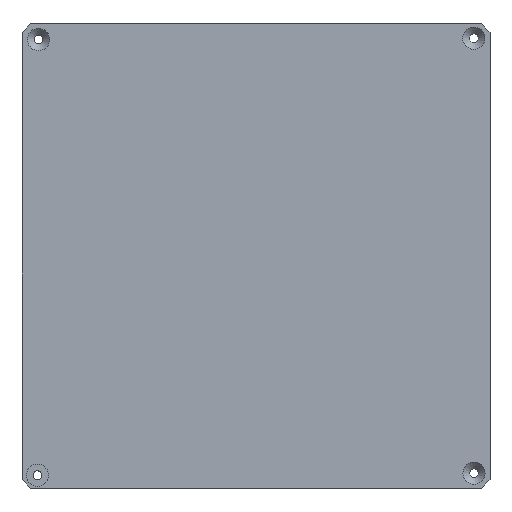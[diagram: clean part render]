
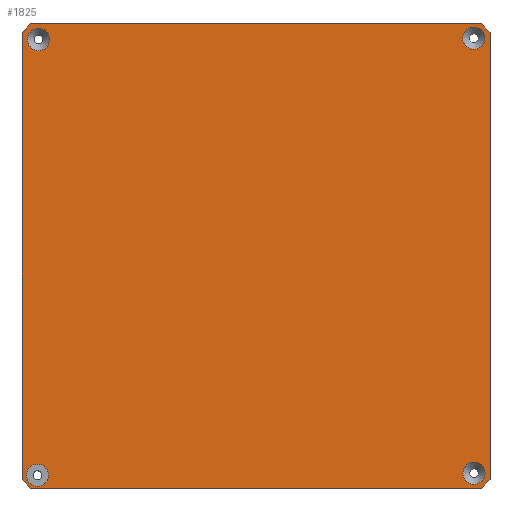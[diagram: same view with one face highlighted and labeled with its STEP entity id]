
A CAD part, top view. The second image highlights one B-rep face of the part: STEP entity #1825.
In plain terms, the highlighted planar face has unit normal (0, 0, 1).
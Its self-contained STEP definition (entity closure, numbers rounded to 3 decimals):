
#15=FACE_BOUND('',#222,.T.);
#16=FACE_BOUND('',#223,.T.);
#17=FACE_BOUND('',#224,.T.);
#18=FACE_BOUND('',#225,.T.);
#25=PLANE('',#1947);
#125=FACE_OUTER_BOUND('',#221,.T.);
#221=EDGE_LOOP('',(#1345,#1346,#1347,#1348,#1349,#1350,#1351,#1352));
#222=EDGE_LOOP('',(#1353));
#223=EDGE_LOOP('',(#1354));
#224=EDGE_LOOP('',(#1355));
#225=EDGE_LOOP('',(#1356));
#325=LINE('',#2580,#570);
#327=LINE('',#2584,#572);
#362=LINE('',#2654,#607);
#363=LINE('',#2656,#608);
#364=LINE('',#2658,#609);
#365=LINE('',#2660,#610);
#366=LINE('',#2662,#611);
#367=LINE('',#2663,#612);
#570=VECTOR('',#2099,10.);
#572=VECTOR('',#2103,10.);
#607=VECTOR('',#2140,10.);
#608=VECTOR('',#2141,10.);
#609=VECTOR('',#2142,10.);
#610=VECTOR('',#2143,10.);
#611=VECTOR('',#2144,10.);
#612=VECTOR('',#2145,10.);
#805=CIRCLE('',#1926,2.5);
#808=CIRCLE('',#1931,2.5);
#811=CIRCLE('',#1936,2.5);
#814=CIRCLE('',#1941,2.5);
#829=VERTEX_POINT('',#2534);
#832=VERTEX_POINT('',#2544);
#835=VERTEX_POINT('',#2554);
#838=VERTEX_POINT('',#2564);
#843=VERTEX_POINT('',#2577);
#844=VERTEX_POINT('',#2579);
#845=VERTEX_POINT('',#2583);
#879=VERTEX_POINT('',#2653);
#880=VERTEX_POINT('',#2655);
#881=VERTEX_POINT('',#2657);
#882=VERTEX_POINT('',#2659);
#883=VERTEX_POINT('',#2661);
#1004=EDGE_CURVE('',#829,#829,#805,.T.);
#1009=EDGE_CURVE('',#832,#832,#808,.T.);
#1014=EDGE_CURVE('',#835,#835,#811,.T.);
#1019=EDGE_CURVE('',#838,#838,#814,.T.);
#1026=EDGE_CURVE('',#843,#844,#325,.T.);
#1028=EDGE_CURVE('',#845,#844,#327,.T.);
#1063=EDGE_CURVE('',#843,#879,#362,.T.);
#1064=EDGE_CURVE('',#880,#879,#363,.T.);
#1065=EDGE_CURVE('',#880,#881,#364,.T.);
#1066=EDGE_CURVE('',#882,#881,#365,.T.);
#1067=EDGE_CURVE('',#882,#883,#366,.T.);
#1068=EDGE_CURVE('',#845,#883,#367,.T.);
#1345=ORIENTED_EDGE('',*,*,#1026,.F.);
#1346=ORIENTED_EDGE('',*,*,#1063,.T.);
#1347=ORIENTED_EDGE('',*,*,#1064,.F.);
#1348=ORIENTED_EDGE('',*,*,#1065,.T.);
#1349=ORIENTED_EDGE('',*,*,#1066,.F.);
#1350=ORIENTED_EDGE('',*,*,#1067,.T.);
#1351=ORIENTED_EDGE('',*,*,#1068,.F.);
#1352=ORIENTED_EDGE('',*,*,#1028,.T.);
#1353=ORIENTED_EDGE('',*,*,#1004,.T.);
#1354=ORIENTED_EDGE('',*,*,#1009,.T.);
#1355=ORIENTED_EDGE('',*,*,#1014,.T.);
#1356=ORIENTED_EDGE('',*,*,#1019,.T.);
#1825=ADVANCED_FACE('',(#125,#15,#16,#17,#18),#25,.T.);
#1926=AXIS2_PLACEMENT_3D('',#2535,#2049,#2050);
#1931=AXIS2_PLACEMENT_3D('',#2545,#2061,#2062);
#1936=AXIS2_PLACEMENT_3D('',#2555,#2073,#2074);
#1941=AXIS2_PLACEMENT_3D('',#2565,#2085,#2086);
#1947=AXIS2_PLACEMENT_3D('',#2652,#2138,#2139);
#2049=DIRECTION('center_axis',(0.,0.,-1.));
#2050=DIRECTION('ref_axis',(1.,0.,0.));
#2061=DIRECTION('center_axis',(0.,0.,-1.));
#2062=DIRECTION('ref_axis',(1.,0.,0.));
#2073=DIRECTION('center_axis',(0.,0.,-1.));
#2074=DIRECTION('ref_axis',(1.,0.,0.));
#2085=DIRECTION('center_axis',(0.,0.,-1.));
#2086=DIRECTION('ref_axis',(1.,0.,0.));
#2099=DIRECTION('',(-0.707,-0.707,0.));
#2103=DIRECTION('',(1.,0.,0.));
#2138=DIRECTION('center_axis',(0.,0.,1.));
#2139=DIRECTION('ref_axis',(1.,0.,0.));
#2140=DIRECTION('',(0.,1.,0.));
#2141=DIRECTION('',(0.707,-0.707,0.));
#2142=DIRECTION('',(-1.,0.,0.));
#2143=DIRECTION('',(0.707,0.707,0.));
#2144=DIRECTION('',(0.,-1.,0.));
#2145=DIRECTION('',(-0.707,0.707,0.));
#2534=CARTESIAN_POINT('',(-1.083,98.693,25.46));
#2535=CARTESIAN_POINT('Origin',(1.417,98.693,25.46));
#2544=CARTESIAN_POINT('',(-1.323,0.829,25.46));
#2545=CARTESIAN_POINT('Origin',(1.177,0.829,25.46));
#2554=CARTESIAN_POINT('',(96.716,1.27,25.46));
#2555=CARTESIAN_POINT('Origin',(99.216,1.27,25.46));
#2564=CARTESIAN_POINT('',(96.684,98.963,25.46));
#2565=CARTESIAN_POINT('Origin',(99.184,98.963,25.46));
#2577=CARTESIAN_POINT('',(102.81,-0.115,25.46));
#2579=CARTESIAN_POINT('',(100.81,-2.115,25.46));
#2580=CARTESIAN_POINT('',(101.719,-1.206,25.46));
#2583=CARTESIAN_POINT('',(-0.298,-2.115,25.46));
#2584=CARTESIAN_POINT('',(102.81,-2.115,25.46));
#2652=CARTESIAN_POINT('Origin',(50.256,50.074,25.46));
#2653=CARTESIAN_POINT('',(102.81,100.264,25.46));
#2654=CARTESIAN_POINT('',(102.81,102.264,25.46));
#2655=CARTESIAN_POINT('',(100.81,102.264,25.46));
#2656=CARTESIAN_POINT('',(101.719,101.355,25.46));
#2657=CARTESIAN_POINT('',(-0.298,102.264,25.46));
#2658=CARTESIAN_POINT('',(-2.298,102.264,25.46));
#2659=CARTESIAN_POINT('',(-2.298,100.264,25.46));
#2660=CARTESIAN_POINT('',(-1.207,101.355,25.46));
#2661=CARTESIAN_POINT('',(-2.298,-0.115,25.46));
#2662=CARTESIAN_POINT('',(-2.298,-2.115,25.46));
#2663=CARTESIAN_POINT('',(-1.207,-1.206,25.46));
